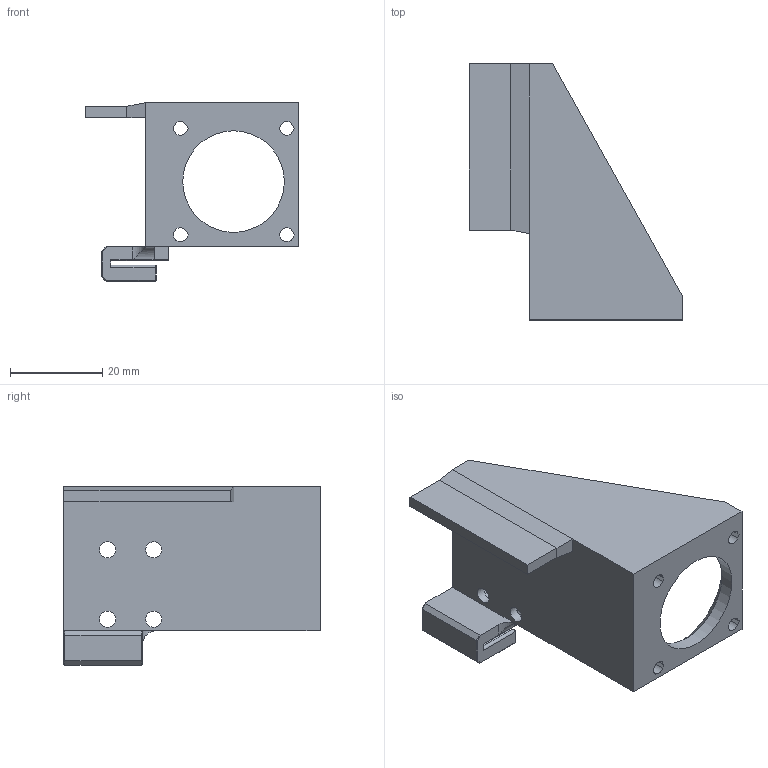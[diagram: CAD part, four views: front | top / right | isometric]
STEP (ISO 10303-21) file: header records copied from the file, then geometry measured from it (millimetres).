
FILE_DESCRIPTION(/* description */ (''),/* implementation_level */ '2;1');
FILE_NAME(/* name */ 'z-gantry-stepper-left.step',/* time_stamp */ '2020-12-13T17:26:59-07:00',/* author */ (''),/* organization */ (''),/* preprocessor_version */ 'ST-DEVELOPER v18.1',/* originating_system */ 'Autodesk Translation Framework v9.3.0.1241',/* authorisation */ '');
FILE_SCHEMA (('AUTOMOTIVE_DESIGN { 1 0 10303 214 3 1 1 }'));
Length unit declared in the file: millimetre
Products named in the file (1): z-gantry-stepper-left
Bounding box: 46.2 x 55.45 x 38.7 mm (x, y, z)
Volume: 15208.2 mm3; surface area: 9696.6 mm2
Topology: 1 solids, 1 shells, 107 faces, 276 edges, 174 vertices
Faces by surface type: plane 55, cylinder 34, torus 17, cone 1
Full cylindrical faces by diameter (mm): 3.5 x4, 5.8 x3, 22 x1
Entity records: 3331 total; most frequent: DIRECTION 596, CARTESIAN_POINT 567, ORIENTED_EDGE 552, EDGE_CURVE 276, AXIS2_PLACEMENT_3D 213, VERTEX_POINT 174, LINE 170, VECTOR 170
